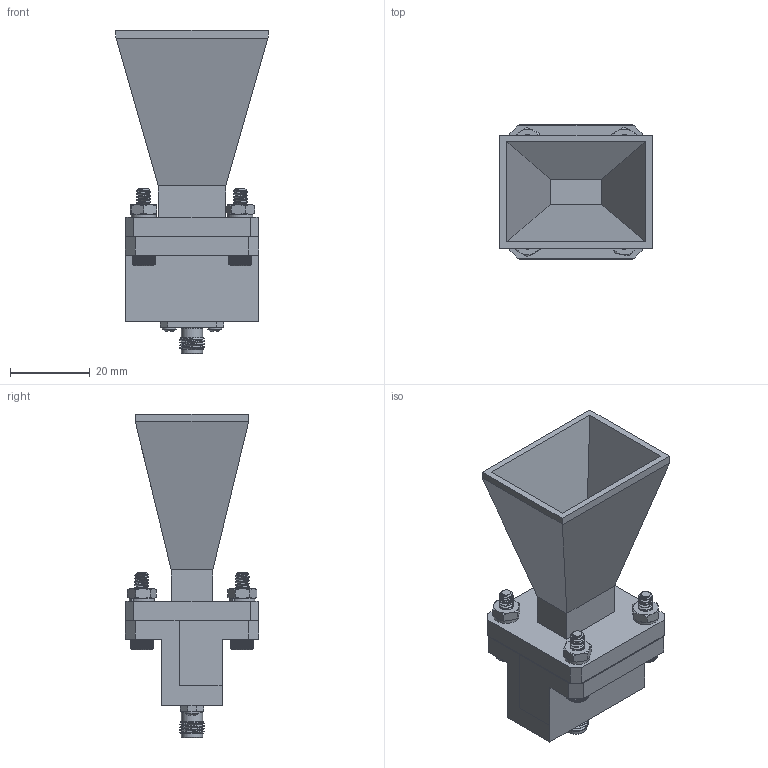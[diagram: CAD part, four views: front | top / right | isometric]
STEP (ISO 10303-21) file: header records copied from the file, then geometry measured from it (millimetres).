
FILE_DESCRIPTION (( 'STEP AP214' ), '1' );
FILE_NAME ('PEWAN051-15ELSF_3D.STEP', '2021-10-14T18:18:55', ( '' ), ( '' ), 'SwSTEP 2.0', 'SolidWorks 2021', '' );
FILE_SCHEMA (( 'AUTOMOTIVE_DESIGN' ));
Length unit declared in the file: inch
Products named in the file (6): PE9879; 6-32SH-HXx.625_92196A150; 6-32HN-NARROW_90730A007; PEWAN051-15; PEWAN051-15ELSF_3D; 6-LW
Assembly tree (14 placements, depth 2):
  PEWAN051-15ELSF_3D
    PE9879
    PEWAN051-15
    6-32HN-NARROW_90730A007  x4
    6-32SH-HXx.625_92196A150  x4
    6-LW  x4
Bounding box: 38.25 x 33.66 x 81.3 mm (x, y, z)
Volume: 26426.1 mm3; surface area: 18957.8 mm2
Topology: 14 solids, 17 shells, 1139 faces, 2654 edges, 1572 vertices
Faces by surface type: plane 685, cone 341, cylinder 79, bspline 27, torus 5, sphere 2
Full cylindrical faces by diameter (mm): 1.016 x2, 1.27 x1, 1.854 x2, 3.393 x2, 3.7 x4, 3.708 x4, 4.521 x1, 5.334 x2
Entity records: 19161 total; most frequent: CARTESIAN_POINT 9516, ORIENTED_EDGE 2050, DIRECTION 1708, EDGE_CURVE 1025, VERTEX_POINT 649, AXIS2_PLACEMENT_3D 643, EDGE_LOOP 502, FACE_OUTER_BOUND 462
